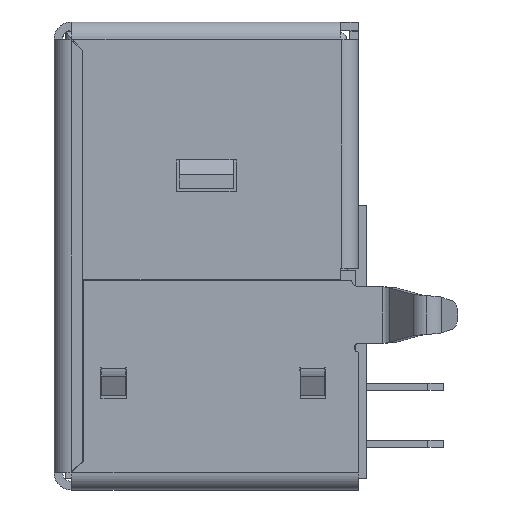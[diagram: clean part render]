
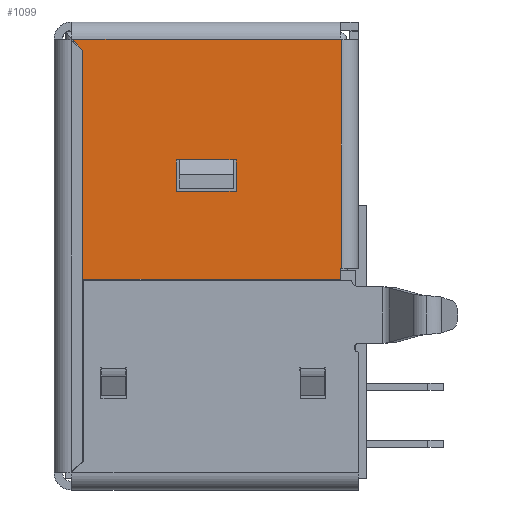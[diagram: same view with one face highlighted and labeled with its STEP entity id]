
A CAD part, left-side view. The second image highlights one B-rep face of the part: STEP entity #1099.
In plain terms, the highlighted planar face has unit normal (-1, 0, 0).
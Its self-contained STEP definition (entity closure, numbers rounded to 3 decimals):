
#1099=ADVANCED_FACE('NONE',(#2320,#2321),#2322,.T.);
#2320=FACE_OUTER_BOUND('',#3730,.T.);
#2321=FACE_BOUND('',#3731,.T.);
#2322=PLANE('',#3732);
#3730=EDGE_LOOP('',(#7505,#7506,#7507,#7508,#7509,#7510,#7511,#7512,#7513,#7514));
#3731=EDGE_LOOP('',(#7515,#7516,#7517,#7518));
#3732=AXIS2_PLACEMENT_3D('',#7519,#7520,#7521);
#7505=ORIENTED_EDGE('',*,*,#9466,.F.);
#7506=ORIENTED_EDGE('',*,*,#8602,.T.);
#7507=ORIENTED_EDGE('',*,*,#8739,.T.);
#7508=ORIENTED_EDGE('',*,*,#9628,.F.);
#7509=ORIENTED_EDGE('',*,*,#9631,.F.);
#7510=ORIENTED_EDGE('',*,*,#9634,.T.);
#7511=ORIENTED_EDGE('',*,*,#9641,.T.);
#7512=ORIENTED_EDGE('',*,*,#9791,.T.);
#7513=ORIENTED_EDGE('',*,*,#9235,.T.);
#7514=ORIENTED_EDGE('',*,*,#8848,.T.);
#7515=ORIENTED_EDGE('',*,*,#9655,.F.);
#7516=ORIENTED_EDGE('',*,*,#9645,.F.);
#7517=ORIENTED_EDGE('',*,*,#9649,.F.);
#7518=ORIENTED_EDGE('',*,*,#9652,.F.);
#7519=CARTESIAN_POINT('',(-6.05,-0.4,-16.1));
#7520=DIRECTION('',(-1.0,0.,0.));
#7521=DIRECTION('',(0.,1.0,0.0));
#8602=EDGE_CURVE('NONE',#10391,#10389,#10392,.T.);
#8739=EDGE_CURVE('NONE',#10389,#10612,#10615,.T.);
#8848=EDGE_CURVE('NONE',#10783,#10781,#10784,.T.);
#9235=EDGE_CURVE('NONE',#11374,#10783,#11385,.T.);
#9466=EDGE_CURVE('NONE',#10391,#10781,#11728,.T.);
#9628=EDGE_CURVE('NONE',#11931,#10612,#11933,.T.);
#9631=EDGE_CURVE('NONE',#11935,#11931,#11937,.T.);
#9634=EDGE_CURVE('NONE',#11935,#11939,#11941,.T.);
#9641=EDGE_CURVE('NONE',#11939,#11951,#11953,.T.);
#9645=EDGE_CURVE('NONE',#11957,#11958,#11959,.T.);
#9649=EDGE_CURVE('NONE',#11963,#11957,#11964,.T.);
#9652=EDGE_CURVE('NONE',#11967,#11963,#11968,.T.);
#9655=EDGE_CURVE('NONE',#11958,#11967,#11971,.T.);
#9791=EDGE_CURVE('NONE',#11951,#11374,#12160,.T.);
#10389=VERTEX_POINT('NONE',#12985);
#10391=VERTEX_POINT('NONE',#12988);
#10392=LINE('',#12989,#12990);
#10612=VERTEX_POINT('NONE',#13306);
#10615=LINE('',#13310,#13311);
#10781=VERTEX_POINT('NONE',#13555);
#10783=VERTEX_POINT('NONE',#13557);
#10784=LINE('',#13558,#13559);
#11374=VERTEX_POINT('NONE',#14415);
#11385=LINE('',#14430,#14431);
#11728=LINE('',#15285,#15286);
#11931=VERTEX_POINT('NONE',#15591);
#11933=LINE('',#15594,#15595);
#11935=VERTEX_POINT('NONE',#15597);
#11937=LINE('',#15600,#15601);
#11939=VERTEX_POINT('NONE',#15603);
#11941=LINE('',#15606,#15607);
#11951=VERTEX_POINT('NONE',#15620);
#11953=LINE('',#15622,#15623);
#11957=VERTEX_POINT('NONE',#15628);
#11958=VERTEX_POINT('NONE',#15629);
#11959=LINE('',#15630,#15631);
#11963=VERTEX_POINT('NONE',#15637);
#11964=LINE('',#15638,#15639);
#11967=VERTEX_POINT('NONE',#15643);
#11968=LINE('',#15644,#15645);
#11971=LINE('',#15649,#15650);
#12160=LINE('',#15932,#15933);
#12985=CARTESIAN_POINT('',(-6.05,9.67,-0.266));
#12988=CARTESIAN_POINT('',(-6.05,9.67,-0.25));
#12989=CARTESIAN_POINT('',(-6.05,9.67,-16.1));
#12990=VECTOR('',#16694,1000.0);
#13306=CARTESIAN_POINT('',(-6.05,9.286,-0.65));
#13310=CARTESIAN_POINT('',(-6.05,9.67,-0.266));
#13311=VECTOR('',#16863,1000.0);
#13555=CARTESIAN_POINT('',(-6.05,0.23,-0.25));
#13557=CARTESIAN_POINT('',(-6.05,0.23,-0.28));
#13558=CARTESIAN_POINT('',(-6.05,0.23,-16.1));
#13559=VECTOR('',#16957,1000.0);
#14415=CARTESIAN_POINT('',(-6.05,0.2,-0.28));
#14430=CARTESIAN_POINT('',(-6.05,-0.4,-0.28));
#14431=VECTOR('',#17361,1000.0);
#15285=CARTESIAN_POINT('',(-6.05,-54.038,-0.25));
#15286=VECTOR('',#17594,1000.0);
#15591=CARTESIAN_POINT('',(-6.05,9.286,-8.7));
#15594=CARTESIAN_POINT('',(-6.05,9.286,-0.65));
#15595=VECTOR('',#17698,1000.0);
#15597=CARTESIAN_POINT('',(-6.05,0.23,-8.7));
#15600=CARTESIAN_POINT('',(-6.05,-0.4,-8.7));
#15601=VECTOR('',#17700,1000.0);
#15603=CARTESIAN_POINT('',(-6.05,0.23,-8.3));
#15606=CARTESIAN_POINT('',(-6.05,0.23,-16.1));
#15607=VECTOR('',#17702,1000.0);
#15620=CARTESIAN_POINT('',(-6.05,0.2,-8.3));
#15622=CARTESIAN_POINT('',(-6.05,-0.4,-8.3));
#15623=VECTOR('',#17712,1000.0);
#15628=CARTESIAN_POINT('',(-6.05,3.9,-4.5));
#15629=CARTESIAN_POINT('',(-6.05,6.0,-4.5));
#15630=CARTESIAN_POINT('',(-6.05,6.0,-4.5));
#15631=VECTOR('',#17714,1000.0);
#15637=CARTESIAN_POINT('',(-6.05,3.9,-5.6));
#15638=CARTESIAN_POINT('',(-6.05,3.9,-4.5));
#15639=VECTOR('',#17717,1000.0);
#15643=CARTESIAN_POINT('',(-6.05,6.0,-5.6));
#15644=CARTESIAN_POINT('',(-6.05,6.0,-5.6));
#15645=VECTOR('',#17719,1000.0);
#15649=CARTESIAN_POINT('',(-6.05,6.0,-4.5));
#15650=VECTOR('',#17721,1000.0);
#15932=CARTESIAN_POINT('',(-6.05,0.2,-16.1));
#15933=VECTOR('',#17826,1000.0);
#16694=DIRECTION('',(0.,0.,-1.0));
#16863=DIRECTION('',(0.,-0.707,-0.707));
#16957=DIRECTION('',(0.,0.,1.0));
#17361=DIRECTION('',(0.,1.0,-0.0));
#17594=DIRECTION('',(0.,-1.0,0.));
#17698=DIRECTION('',(0.,0.,1.0));
#17700=DIRECTION('',(0.0,1.0,0.));
#17702=DIRECTION('',(0.,0.,1.0));
#17712=DIRECTION('',(0.0,-1.0,0.));
#17714=DIRECTION('',(0.0,1.0,0.));
#17717=DIRECTION('',(0.0,0.,1.0));
#17719=DIRECTION('',(0.0,-1.0,0.));
#17721=DIRECTION('',(0.0,0.,-1.0));
#17826=DIRECTION('',(0.,0.,1.0));
